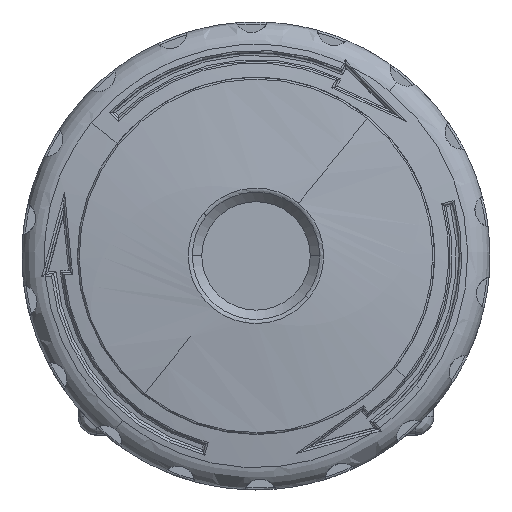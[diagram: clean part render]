
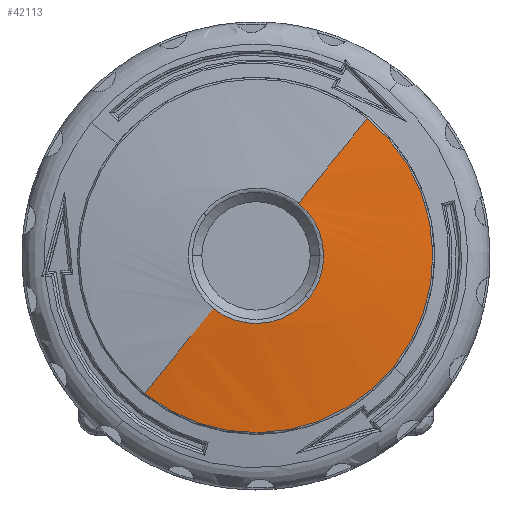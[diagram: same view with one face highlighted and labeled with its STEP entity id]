
A CAD part, top view. The second image highlights one B-rep face of the part: STEP entity #42113.
In plain terms, the highlighted spherical face has radius 120 mm.
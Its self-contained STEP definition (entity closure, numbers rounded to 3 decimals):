
#37782=CARTESIAN_POINT('',(0.,0.,
-1.157));
#37783=DIRECTION('',(0.,0.,-1.));
#37784=DIRECTION('',(0.629,0.777,0.));
#37785=AXIS2_PLACEMENT_3D('',#37782,#37783,#37784);
#37787=CARTESIAN_POINT('',(0.,0.,
-1.158));
#37788=DIRECTION('',(0.,0.,-1.));
#37789=DIRECTION('',(0.777,-0.629,0.));
#37790=AXIS2_PLACEMENT_3D('',#37787,#37788,#37789);
#37792=CARTESIAN_POINT('',(0.,0.,
-120.));
#37793=DIRECTION('',(-0.777,0.629,0.));
#37794=DIRECTION('',(-0.087,-0.108,0.99));
#37795=AXIS2_PLACEMENT_3D('',#37792,#37793,#37794);
#37797=CARTESIAN_POINT('',(0.,0.,
-0.169));
#37798=DIRECTION('',(0.,0.,1.));
#37799=DIRECTION('',(-0.629,-0.777,0.));
#37800=AXIS2_PLACEMENT_3D('',#37797,#37798,#37799);
#37802=CARTESIAN_POINT('',(0.,0.,
-0.169));
#37803=DIRECTION('',(0.,0.,1.));
#37804=DIRECTION('',(0.777,-0.629,0.));
#37805=AXIS2_PLACEMENT_3D('',#37802,#37803,#37804);
#37807=CARTESIAN_POINT('',(0.,0.,
-120.));
#37808=DIRECTION('',(-0.777,0.629,0.));
#37809=DIRECTION('',(0.033,0.041,0.999));
#37810=AXIS2_PLACEMENT_3D('',#37807,#37808,#37809);
#37812=CARTESIAN_POINT('',(0.,0.,
-120.));
#37813=DIRECTION('',(-0.777,0.629,0.));
#37814=DIRECTION('',(0.034,0.042,0.999));
#37815=AXIS2_PLACEMENT_3D('',#37812,#37813,#37814);
#40603=CARTESIAN_POINT('',(10.464,12.922,
-1.157));
#40605=VERTEX_POINT('',#40603);
#40610=CARTESIAN_POINT('',(12.922,-10.464,
-1.158));
#40611=VERTEX_POINT('',#40610);
#40613=CARTESIAN_POINT('',(-4.006,-4.947,
-0.169));
#40615=VERTEX_POINT('',#40613);
#40616=CARTESIAN_POINT('',(-10.464,-12.922,
-1.158));
#40617=VERTEX_POINT('',#40616);
#40618=CARTESIAN_POINT('',(4.085,5.045,
-0.176));
#40619=VERTEX_POINT('',#40618);
#40620=CARTESIAN_POINT('',(4.006,4.947,
-0.169));
#40621=VERTEX_POINT('',#40620);
#40622=CARTESIAN_POINT('',(4.947,-4.006,
-0.169));
#40623=VERTEX_POINT('',#40622);
#42097=CARTESIAN_POINT('',(0.,0.,
-120.));
#42098=DIRECTION('',(0.033,0.041,0.999));
#42099=DIRECTION('',(-0.628,-0.776,0.053));
#42100=AXIS2_PLACEMENT_3D('',#42097,#42098,#42099);
#42101=SPHERICAL_SURFACE('',#42100,120.);
#42102=ORIENTED_EDGE('',*,*,#42050,.T.);
#42104=ORIENTED_EDGE('',*,*,#42103,.T.);
#42105=ORIENTED_EDGE('',*,*,#42062,.T.);
#42106=ORIENTED_EDGE('',*,*,#42081,.T.);
#42108=ORIENTED_EDGE('',*,*,#42107,.T.);
#42109=ORIENTED_EDGE('',*,*,#42069,.T.);
#42110=ORIENTED_EDGE('',*,*,#42067,.T.);
#42111=EDGE_LOOP('',(#42102,#42104,#42105,#42106,#42108,#42109,#42110));
#42112=FACE_OUTER_BOUND('',#42111,.F.);
#42113=ADVANCED_FACE('',(#42112),#42101,.T.);
#37786=CIRCLE('',#37785,16.628);
#37791=CIRCLE('',#37790,16.628);
#37796=CIRCLE('',#37795,120.);
#37801=CIRCLE('',#37800,6.365);
#37806=CIRCLE('',#37805,6.365);
#37811=CIRCLE('',#37810,120.);
#37816=CIRCLE('',#37815,120.);
#42050=EDGE_CURVE('',#40605,#40611,#37786,.T.);
#42062=EDGE_CURVE('',#40617,#40615,#37796,.T.);
#42067=EDGE_CURVE('',#40619,#40605,#37816,.T.);
#42069=EDGE_CURVE('',#40621,#40619,#37811,.T.);
#42081=EDGE_CURVE('',#40615,#40623,#37801,.T.);
#42103=EDGE_CURVE('',#40611,#40617,#37791,.T.);
#42107=EDGE_CURVE('',#40623,#40621,#37806,.T.);
